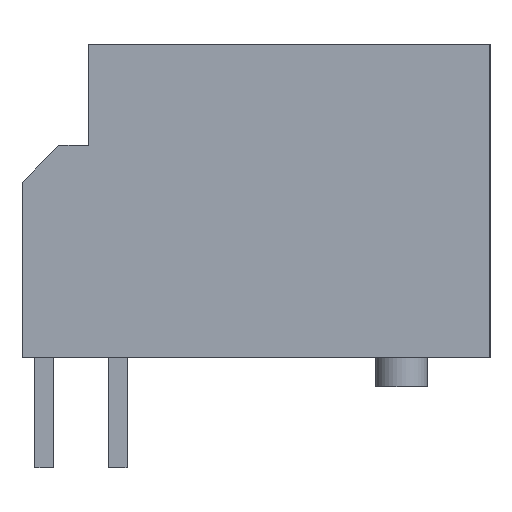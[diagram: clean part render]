
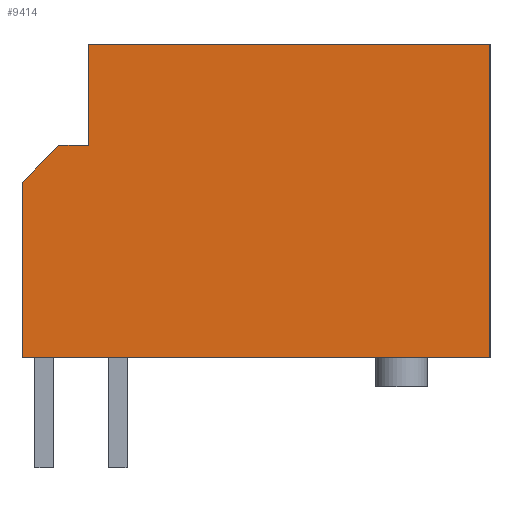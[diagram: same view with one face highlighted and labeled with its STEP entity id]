
A CAD part, left-side view. The second image highlights one B-rep face of the part: STEP entity #9414.
In plain terms, the highlighted planar face has unit normal (-1, 0, 0).
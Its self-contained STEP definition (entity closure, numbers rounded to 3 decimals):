
#2408 = PLANE('',#2409);
#2409 = AXIS2_PLACEMENT_3D('',#2410,#2411,#2412);
#2410 = CARTESIAN_POINT('',(-2.,-12.1,0.));
#2411 = DIRECTION('',(0.,0.,1.));
#2412 = DIRECTION('',(0.,1.,0.));
#2749 = VERTEX_POINT('',#2750);
#2750 = CARTESIAN_POINT('',(-2.,-12.1,0.));
#2764 = PLANE('',#2765);
#2765 = AXIS2_PLACEMENT_3D('',#2766,#2767,#2768);
#2766 = CARTESIAN_POINT('',(-2.,-12.1,8.5));
#2767 = DIRECTION('',(0.,1.,0.));
#2768 = DIRECTION('',(0.,0.,-1.));
#2776 = EDGE_CURVE('',#2777,#2749,#2779,.T.);
#2777 = VERTEX_POINT('',#2778);
#2778 = CARTESIAN_POINT('',(-2.,0.6,0.));
#2779 = SURFACE_CURVE('',#2780,(#2784,#2791),.PCURVE_S1.);
#2780 = LINE('',#2781,#2782);
#2781 = CARTESIAN_POINT('',(-2.,-12.1,0.));
#2782 = VECTOR('',#2783,1.);
#2783 = DIRECTION('',(0.,-1.,0.));
#2784 = PCURVE('',#2408,#2785);
#2785 = DEFINITIONAL_REPRESENTATION('',(#2786),#2790);
#2786 = LINE('',#2787,#2788);
#2787 = CARTESIAN_POINT('',(0.,0.));
#2788 = VECTOR('',#2789,1.);
#2789 = DIRECTION('',(-1.,0.));
#2790 = ( GEOMETRIC_REPRESENTATION_CONTEXT(2) 
PARAMETRIC_REPRESENTATION_CONTEXT() REPRESENTATION_CONTEXT('2D SPACE',''
  ) );
#2791 = PCURVE('',#2792,#2797);
#2792 = PLANE('',#2793);
#2793 = AXIS2_PLACEMENT_3D('',#2794,#2795,#2796);
#2794 = CARTESIAN_POINT('',(-2.,0.6,8.5));
#2795 = DIRECTION('',(-1.,0.,0.));
#2796 = DIRECTION('',(0.,0.,-1.));
#2797 = DEFINITIONAL_REPRESENTATION('',(#2798),#2802);
#2798 = LINE('',#2799,#2800);
#2799 = CARTESIAN_POINT('',(8.5,12.7));
#2800 = VECTOR('',#2801,1.);
#2801 = DIRECTION('',(0.,1.));
#2802 = ( GEOMETRIC_REPRESENTATION_CONTEXT(2) 
PARAMETRIC_REPRESENTATION_CONTEXT() REPRESENTATION_CONTEXT('2D SPACE',''
  ) );
#2820 = PLANE('',#2821);
#2821 = AXIS2_PLACEMENT_3D('',#2822,#2823,#2824);
#2822 = CARTESIAN_POINT('',(-2.,0.6,4.75));
#2823 = DIRECTION('',(0.,-1.,0.));
#2824 = DIRECTION('',(0.,0.,1.));
#5620 = PLANE('',#5621);
#5621 = AXIS2_PLACEMENT_3D('',#5622,#5623,#5624);
#5622 = CARTESIAN_POINT('',(-2.,-1.2,5.75));
#5623 = DIRECTION('',(0.,-1.,0.));
#5624 = DIRECTION('',(0.,0.,1.));
#6586 = PLANE('',#6587);
#6587 = AXIS2_PLACEMENT_3D('',#6588,#6589,#6590);
#6588 = CARTESIAN_POINT('',(-2.,0.6,4.75));
#6589 = DIRECTION('',(0.,-0.707,
    -0.707));
#6590 = DIRECTION('',(0.,-0.707,0.707
    ));
#6614 = PLANE('',#6615);
#6615 = AXIS2_PLACEMENT_3D('',#6616,#6617,#6618);
#6616 = CARTESIAN_POINT('',(-2.,-0.4,5.75));
#6617 = DIRECTION('',(0.,0.,-1.));
#6618 = DIRECTION('',(0.,-1.,0.));
#8577 = PLANE('',#8578);
#8578 = AXIS2_PLACEMENT_3D('',#8579,#8580,#8581);
#8579 = CARTESIAN_POINT('',(-2.,-12.1,8.5));
#8580 = DIRECTION('',(0.,0.,-1.));
#8581 = DIRECTION('',(0.,-1.,0.));
#8741 = VERTEX_POINT('',#8742);
#8742 = CARTESIAN_POINT('',(-2.,-12.1,8.5));
#8763 = EDGE_CURVE('',#2749,#8741,#8764,.T.);
#8764 = SURFACE_CURVE('',#8765,(#8769,#8776),.PCURVE_S1.);
#8765 = LINE('',#8766,#8767);
#8766 = CARTESIAN_POINT('',(-2.,-12.1,8.5));
#8767 = VECTOR('',#8768,1.);
#8768 = DIRECTION('',(0.,0.,1.));
#8769 = PCURVE('',#2764,#8770);
#8770 = DEFINITIONAL_REPRESENTATION('',(#8771),#8775);
#8771 = LINE('',#8772,#8773);
#8772 = CARTESIAN_POINT('',(0.,0.));
#8773 = VECTOR('',#8774,1.);
#8774 = DIRECTION('',(-1.,0.));
#8775 = ( GEOMETRIC_REPRESENTATION_CONTEXT(2) 
PARAMETRIC_REPRESENTATION_CONTEXT() REPRESENTATION_CONTEXT('2D SPACE',''
  ) );
#8776 = PCURVE('',#2792,#8777);
#8777 = DEFINITIONAL_REPRESENTATION('',(#8778),#8782);
#8778 = LINE('',#8779,#8780);
#8779 = CARTESIAN_POINT('',(0.,12.7));
#8780 = VECTOR('',#8781,1.);
#8781 = DIRECTION('',(-1.,0.));
#8782 = ( GEOMETRIC_REPRESENTATION_CONTEXT(2) 
PARAMETRIC_REPRESENTATION_CONTEXT() REPRESENTATION_CONTEXT('2D SPACE',''
  ) );
#9133 = VERTEX_POINT('',#9134);
#9134 = CARTESIAN_POINT('',(-2.,0.6,4.75));
#9157 = EDGE_CURVE('',#9133,#2777,#9158,.T.);
#9158 = SURFACE_CURVE('',#9159,(#9163,#9170),.PCURVE_S1.);
#9159 = LINE('',#9160,#9161);
#9160 = CARTESIAN_POINT('',(-2.,0.6,4.75));
#9161 = VECTOR('',#9162,1.);
#9162 = DIRECTION('',(0.,0.,-1.));
#9163 = PCURVE('',#2820,#9164);
#9164 = DEFINITIONAL_REPRESENTATION('',(#9165),#9169);
#9165 = LINE('',#9166,#9167);
#9166 = CARTESIAN_POINT('',(0.,0.));
#9167 = VECTOR('',#9168,1.);
#9168 = DIRECTION('',(-1.,0.));
#9169 = ( GEOMETRIC_REPRESENTATION_CONTEXT(2) 
PARAMETRIC_REPRESENTATION_CONTEXT() REPRESENTATION_CONTEXT('2D SPACE',''
  ) );
#9170 = PCURVE('',#2792,#9171);
#9171 = DEFINITIONAL_REPRESENTATION('',(#9172),#9176);
#9172 = LINE('',#9173,#9174);
#9173 = CARTESIAN_POINT('',(3.75,0.));
#9174 = VECTOR('',#9175,1.);
#9175 = DIRECTION('',(1.,0.));
#9176 = ( GEOMETRIC_REPRESENTATION_CONTEXT(2) 
PARAMETRIC_REPRESENTATION_CONTEXT() REPRESENTATION_CONTEXT('2D SPACE',''
  ) );
#9414 = ADVANCED_FACE('',(#9415),#2792,.T.);
#9415 = FACE_BOUND('',#9416,.T.);
#9416 = EDGE_LOOP('',(#9417,#9440,#9463,#9486,#9507,#9508,#9509));
#9417 = ORIENTED_EDGE('',*,*,#9418,.T.);
#9418 = EDGE_CURVE('',#8741,#9419,#9421,.T.);
#9419 = VERTEX_POINT('',#9420);
#9420 = CARTESIAN_POINT('',(-2.,-1.2,8.5));
#9421 = SURFACE_CURVE('',#9422,(#9426,#9433),.PCURVE_S1.);
#9422 = LINE('',#9423,#9424);
#9423 = CARTESIAN_POINT('',(-2.,-12.1,8.5));
#9424 = VECTOR('',#9425,1.);
#9425 = DIRECTION('',(0.,1.,0.));
#9426 = PCURVE('',#2792,#9427);
#9427 = DEFINITIONAL_REPRESENTATION('',(#9428),#9432);
#9428 = LINE('',#9429,#9430);
#9429 = CARTESIAN_POINT('',(0.,12.7));
#9430 = VECTOR('',#9431,1.);
#9431 = DIRECTION('',(0.,-1.));
#9432 = ( GEOMETRIC_REPRESENTATION_CONTEXT(2) 
PARAMETRIC_REPRESENTATION_CONTEXT() REPRESENTATION_CONTEXT('2D SPACE',''
  ) );
#9433 = PCURVE('',#8577,#9434);
#9434 = DEFINITIONAL_REPRESENTATION('',(#9435),#9439);
#9435 = LINE('',#9436,#9437);
#9436 = CARTESIAN_POINT('',(0.,0.));
#9437 = VECTOR('',#9438,1.);
#9438 = DIRECTION('',(-1.,0.));
#9439 = ( GEOMETRIC_REPRESENTATION_CONTEXT(2) 
PARAMETRIC_REPRESENTATION_CONTEXT() REPRESENTATION_CONTEXT('2D SPACE',''
  ) );
#9440 = ORIENTED_EDGE('',*,*,#9441,.T.);
#9441 = EDGE_CURVE('',#9419,#9442,#9444,.T.);
#9442 = VERTEX_POINT('',#9443);
#9443 = CARTESIAN_POINT('',(-2.,-1.2,5.75));
#9444 = SURFACE_CURVE('',#9445,(#9449,#9456),.PCURVE_S1.);
#9445 = LINE('',#9446,#9447);
#9446 = CARTESIAN_POINT('',(-2.,-1.2,5.75));
#9447 = VECTOR('',#9448,1.);
#9448 = DIRECTION('',(0.,0.,-1.));
#9449 = PCURVE('',#2792,#9450);
#9450 = DEFINITIONAL_REPRESENTATION('',(#9451),#9455);
#9451 = LINE('',#9452,#9453);
#9452 = CARTESIAN_POINT('',(2.75,1.8));
#9453 = VECTOR('',#9454,1.);
#9454 = DIRECTION('',(1.,0.));
#9455 = ( GEOMETRIC_REPRESENTATION_CONTEXT(2) 
PARAMETRIC_REPRESENTATION_CONTEXT() REPRESENTATION_CONTEXT('2D SPACE',''
  ) );
#9456 = PCURVE('',#5620,#9457);
#9457 = DEFINITIONAL_REPRESENTATION('',(#9458),#9462);
#9458 = LINE('',#9459,#9460);
#9459 = CARTESIAN_POINT('',(0.,0.));
#9460 = VECTOR('',#9461,1.);
#9461 = DIRECTION('',(-1.,0.));
#9462 = ( GEOMETRIC_REPRESENTATION_CONTEXT(2) 
PARAMETRIC_REPRESENTATION_CONTEXT() REPRESENTATION_CONTEXT('2D SPACE',''
  ) );
#9463 = ORIENTED_EDGE('',*,*,#9464,.T.);
#9464 = EDGE_CURVE('',#9442,#9465,#9467,.T.);
#9465 = VERTEX_POINT('',#9466);
#9466 = CARTESIAN_POINT('',(-2.,-0.4,5.75));
#9467 = SURFACE_CURVE('',#9468,(#9472,#9479),.PCURVE_S1.);
#9468 = LINE('',#9469,#9470);
#9469 = CARTESIAN_POINT('',(-2.,-0.4,5.75));
#9470 = VECTOR('',#9471,1.);
#9471 = DIRECTION('',(0.,1.,0.));
#9472 = PCURVE('',#2792,#9473);
#9473 = DEFINITIONAL_REPRESENTATION('',(#9474),#9478);
#9474 = LINE('',#9475,#9476);
#9475 = CARTESIAN_POINT('',(2.75,1.));
#9476 = VECTOR('',#9477,1.);
#9477 = DIRECTION('',(0.,-1.));
#9478 = ( GEOMETRIC_REPRESENTATION_CONTEXT(2) 
PARAMETRIC_REPRESENTATION_CONTEXT() REPRESENTATION_CONTEXT('2D SPACE',''
  ) );
#9479 = PCURVE('',#6614,#9480);
#9480 = DEFINITIONAL_REPRESENTATION('',(#9481),#9485);
#9481 = LINE('',#9482,#9483);
#9482 = CARTESIAN_POINT('',(0.,0.));
#9483 = VECTOR('',#9484,1.);
#9484 = DIRECTION('',(-1.,0.));
#9485 = ( GEOMETRIC_REPRESENTATION_CONTEXT(2) 
PARAMETRIC_REPRESENTATION_CONTEXT() REPRESENTATION_CONTEXT('2D SPACE',''
  ) );
#9486 = ORIENTED_EDGE('',*,*,#9487,.T.);
#9487 = EDGE_CURVE('',#9465,#9133,#9488,.T.);
#9488 = SURFACE_CURVE('',#9489,(#9493,#9500),.PCURVE_S1.);
#9489 = LINE('',#9490,#9491);
#9490 = CARTESIAN_POINT('',(-2.,0.6,4.75));
#9491 = VECTOR('',#9492,1.);
#9492 = DIRECTION('',(0.,0.707,
    -0.707));
#9493 = PCURVE('',#2792,#9494);
#9494 = DEFINITIONAL_REPRESENTATION('',(#9495),#9499);
#9495 = LINE('',#9496,#9497);
#9496 = CARTESIAN_POINT('',(3.75,0.));
#9497 = VECTOR('',#9498,1.);
#9498 = DIRECTION('',(0.707,-0.707));
#9499 = ( GEOMETRIC_REPRESENTATION_CONTEXT(2) 
PARAMETRIC_REPRESENTATION_CONTEXT() REPRESENTATION_CONTEXT('2D SPACE',''
  ) );
#9500 = PCURVE('',#6586,#9501);
#9501 = DEFINITIONAL_REPRESENTATION('',(#9502),#9506);
#9502 = LINE('',#9503,#9504);
#9503 = CARTESIAN_POINT('',(0.,0.));
#9504 = VECTOR('',#9505,1.);
#9505 = DIRECTION('',(-1.,0.));
#9506 = ( GEOMETRIC_REPRESENTATION_CONTEXT(2) 
PARAMETRIC_REPRESENTATION_CONTEXT() REPRESENTATION_CONTEXT('2D SPACE',''
  ) );
#9507 = ORIENTED_EDGE('',*,*,#9157,.T.);
#9508 = ORIENTED_EDGE('',*,*,#2776,.T.);
#9509 = ORIENTED_EDGE('',*,*,#8763,.T.);
